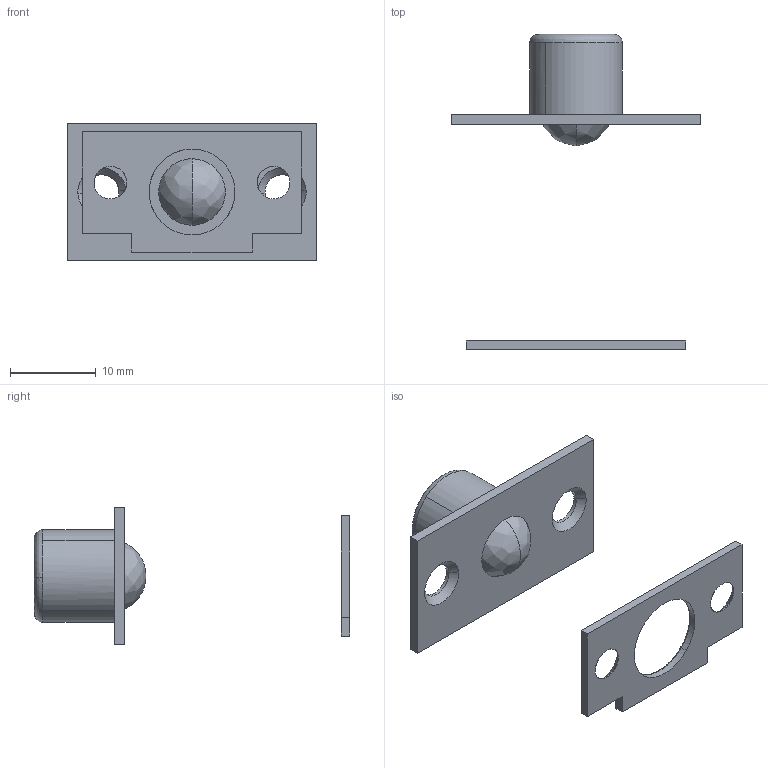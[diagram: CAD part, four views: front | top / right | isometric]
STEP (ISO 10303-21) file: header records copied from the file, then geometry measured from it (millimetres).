
FILE_DESCRIPTION((''),'2;1');
FILE_NAME('','2005-07-15T16:59:53',(''),(''),'','CADfix','');
FILE_SCHEMA(('AUTOMOTIVE_DESIGN'));
Length unit declared in the file: millimetre
Products named in the file (4): keeper; bracket; ball; TL_43_2_14169_36
Assembly tree (3 placements, depth 2):
  TL_43_2_14169_36
    keeper
    bracket
    ball
Bounding box: 29 x 36.72 x 16 mm (x, y, z)
Volume: 1179.2 mm3; surface area: 2459.8 mm2
Topology: 3 solids, 3 shells, 50 faces, 165 edges, 125 vertices
Faces by surface type: bspline 50
Entity records: 2176 total; most frequent: CARTESIAN_POINT 1194, ORIENTED_EDGE 330, EDGE_CURVE 165, VERTEX_POINT 125, EDGE_LOOP 64, QUASI_UNIFORM_CURVE 58, FACE_OUTER_BOUND 50, ADVANCED_FACE 50
